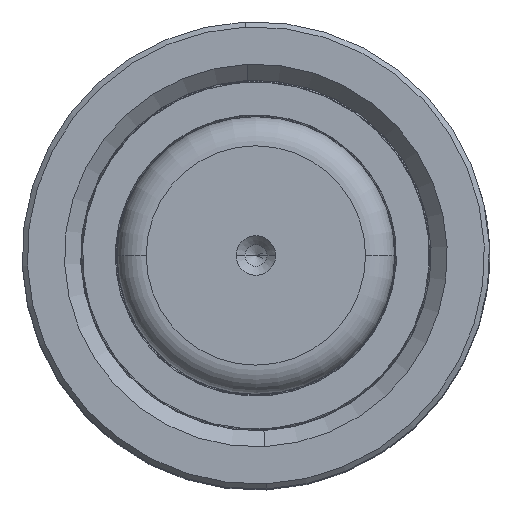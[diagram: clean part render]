
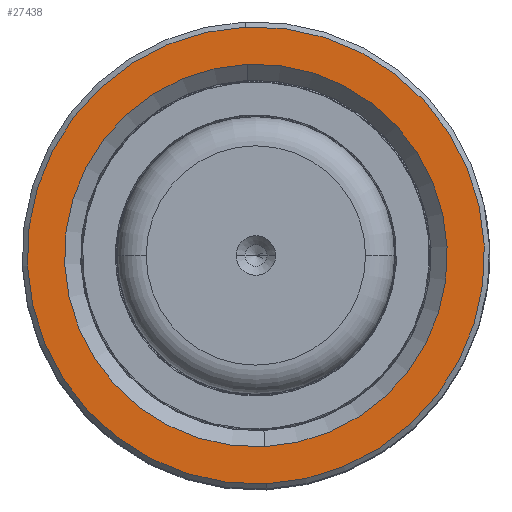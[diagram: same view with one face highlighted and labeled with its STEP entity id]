
A CAD part, top view. The second image highlights one B-rep face of the part: STEP entity #27438.
In plain terms, the highlighted planar face has unit normal (0, 0, 1).
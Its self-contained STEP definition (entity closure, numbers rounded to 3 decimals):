
#2970 = CIRCLE ( 'NONE', #38743, 31.3 ) ;
#7127 = PLANE ( 'NONE',  #37599 ) ;
#8012 = VERTEX_POINT ( 'NONE', #55631 ) ;
#15157 = ORIENTED_EDGE ( 'NONE', *, *, #30954, .T. ) ;
#15333 = CIRCLE ( 'NONE', #57609, 26.2 ) ;
#16272 = EDGE_LOOP ( 'NONE', ( #61631, #42460 ) ) ;
#16314 = EDGE_LOOP ( 'NONE', ( #55169, #15157 ) ) ;
#16987 = CARTESIAN_POINT ( 'NONE',  ( 0., 0., 80. ) ) ;
#18104 = DIRECTION ( 'NONE',  ( 0., 0., 1. ) ) ;
#18294 = DIRECTION ( 'NONE',  ( 1., 0., 0. ) ) ;
#22110 = DIRECTION ( 'NONE',  ( 0., 0., 1. ) ) ;
#22833 = AXIS2_PLACEMENT_3D ( 'NONE', #43375, #58648, #18294 ) ;
#23071 = DIRECTION ( 'NONE',  ( 0., 0., 1. ) ) ;
#25232 = CARTESIAN_POINT ( 'NONE',  ( -31.3, 0., 80. ) ) ;
#27438 = ADVANCED_FACE ( 'NONE', ( #48778, #35243 ), #7127, .T. ) ;
#29577 = CIRCLE ( 'NONE', #22833, 26.2 ) ;
#29694 = EDGE_CURVE ( 'NONE', #8012, #38511, #15333, .T. ) ;
#30573 = DIRECTION ( 'NONE',  ( 0., 0., -1. ) ) ;
#30954 = EDGE_CURVE ( 'NONE', #38511, #8012, #29577, .T. ) ;
#33135 = VERTEX_POINT ( 'NONE', #25232 ) ;
#35243 = FACE_BOUND ( 'NONE', #16314, .T. ) ;
#37385 = DIRECTION ( 'NONE',  ( 1., 0., 0. ) ) ;
#37599 = AXIS2_PLACEMENT_3D ( 'NONE', #47918, #23071, #39009 ) ;
#38511 = VERTEX_POINT ( 'NONE', #49026 ) ;
#38743 = AXIS2_PLACEMENT_3D ( 'NONE', #16987, #22110, #37385 ) ;
#39009 = DIRECTION ( 'NONE',  ( 1., 0., 0. ) ) ;
#42460 = ORIENTED_EDGE ( 'NONE', *, *, #47701, .T. ) ;
#43375 = CARTESIAN_POINT ( 'NONE',  ( 0., 0., 80. ) ) ;
#43825 = CARTESIAN_POINT ( 'NONE',  ( 0., 0., 80. ) ) ;
#44489 = CARTESIAN_POINT ( 'NONE',  ( 31.3, 0., 80. ) ) ;
#46544 = EDGE_CURVE ( 'NONE', #33135, #60638, #2970, .T. ) ;
#47701 = EDGE_CURVE ( 'NONE', #60638, #33135, #48154, .T. ) ;
#47918 = CARTESIAN_POINT ( 'NONE',  ( 0., 0., 80. ) ) ;
#48154 = CIRCLE ( 'NONE', #62156, 31.3 ) ;
#48778 = FACE_OUTER_BOUND ( 'NONE', #16272, .T. ) ;
#48929 = DIRECTION ( 'NONE',  ( 1., 0., 0. ) ) ;
#49026 = CARTESIAN_POINT ( 'NONE',  ( -26.2, 0., 80. ) ) ;
#55169 = ORIENTED_EDGE ( 'NONE', *, *, #29694, .T. ) ;
#55597 = CARTESIAN_POINT ( 'NONE',  ( 0., 0., 80. ) ) ;
#55631 = CARTESIAN_POINT ( 'NONE',  ( 26.2, 0., 80. ) ) ;
#57609 = AXIS2_PLACEMENT_3D ( 'NONE', #55597, #30573, #60492 ) ;
#58648 = DIRECTION ( 'NONE',  ( 0., 0., -1. ) ) ;
#60492 = DIRECTION ( 'NONE',  ( 1., 0., 0. ) ) ;
#60638 = VERTEX_POINT ( 'NONE', #44489 ) ;
#61631 = ORIENTED_EDGE ( 'NONE', *, *, #46544, .T. ) ;
#62156 = AXIS2_PLACEMENT_3D ( 'NONE', #43825, #18104, #48929 ) ;
